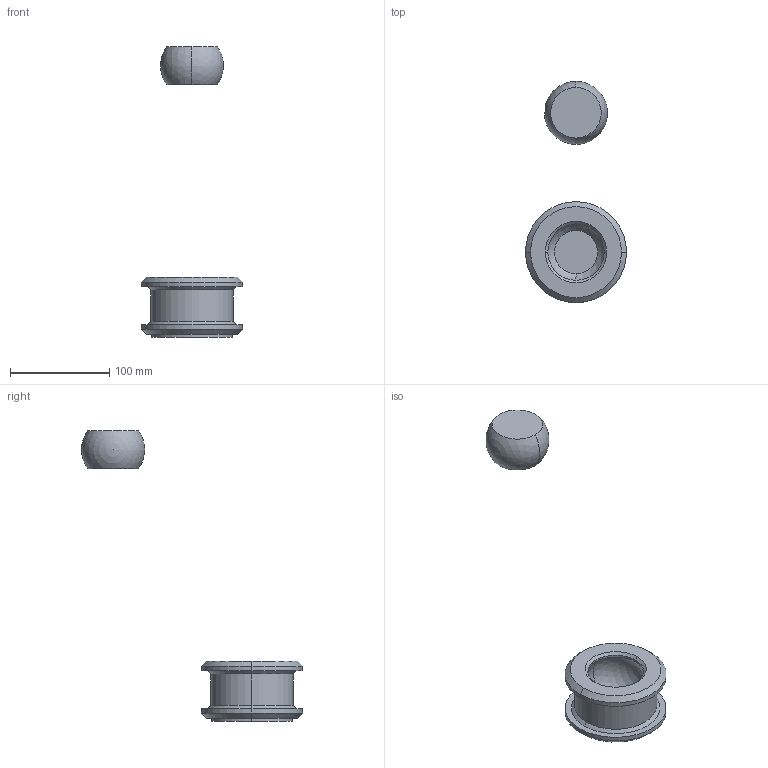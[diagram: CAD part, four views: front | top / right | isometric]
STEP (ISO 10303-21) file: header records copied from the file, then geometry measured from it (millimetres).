
FILE_DESCRIPTION (( 'STEP AP203' ), '1' );
FILE_NAME ('RearFrame_Hardware.STEP', '2023-07-27T05:57:02', ( '' ), ( '' ), 'SwSTEP 2.0', 'SolidWorks 2021', '' );
FILE_SCHEMA (( 'CONFIG_CONTROL_DESIGN' ));
Length unit declared in the file: centimetre
Products named in the file (5): Part 14-6; Part 16-4; RearFrame_Hardware; Part 15-5; Rear Chassis _1_
Assembly tree (4 placements, depth 3):
  RearFrame_Hardware
    Rear Chassis _1_
      Part 16-4
      Part 14-6
      Part 15-5
Bounding box: 101.61 x 222.25 x 292.11 mm (x, y, z)
Volume: 347722.9 mm3; surface area: 69918.6 mm2
Topology: 3 solids, 3 shells, 39 faces, 84 edges, 52 vertices
Faces by surface type: cylinder 14, plane 11, cone 10, sphere 4
Entity records: 1525 total; most frequent: DIRECTION 218, CARTESIAN_POINT 167, ORIENTED_EDGE 148, AXIS2_PLACEMENT_3D 97, EDGE_CURVE 74, CIRCLE 50, VERTEX_POINT 46, EDGE_LOOP 44
